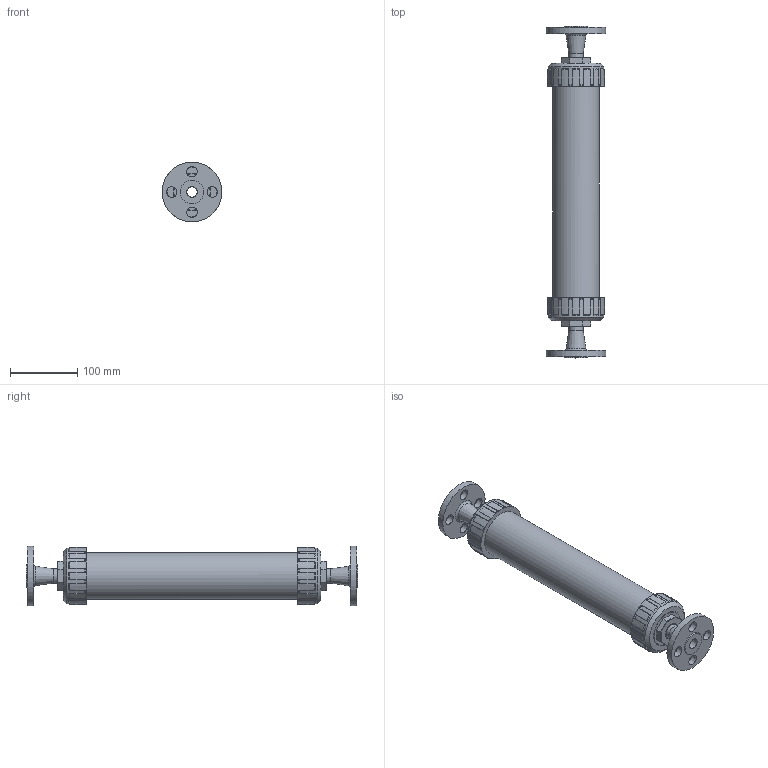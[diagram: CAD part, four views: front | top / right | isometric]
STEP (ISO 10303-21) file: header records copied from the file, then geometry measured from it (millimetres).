
FILE_DESCRIPTION((''),'2;1');
FILE_NAME('CVG-500-SS-50F_R0.iam.stp','2016-10-28T12:29:27',(''),(''),'Autodesk Inventor 2009','Autodesk Inventor 2009','');
FILE_SCHEMA(('AUTOMOTIVE_DESIGN { 1 0 10303 214 1 1 1 1 }'));
Length unit declared in the file: inch
Products named in the file (6): CVG-500-SS-50F_R0; CVG-3-500-METAL-S-50_R1; CVG-6-500; CVG-1-500-A_R0; CVG-2-500_R5; FLG-RF50-WN-CL150
Assembly tree (8 placements, depth 2):
  CVG-500-SS-50F_R0
    CVG-3-500-METAL-S-50_R1  x2
    CVG-6-500  x2
    CVG-1-500-A_R0
    CVG-2-500_R5
    FLG-RF50-WN-CL150  x2
Bounding box: 88.88 x 494.28 x 88.88 mm (x, y, z)
Volume: 782295.2 mm3; surface area: 377324.6 mm2
Topology: 8 solids, 8 shells, 341 faces, 818 edges, 517 vertices
Faces by surface type: bspline 150, plane 96, cylinder 53, cone 40, torus 2
Full cylindrical faces by diameter (mm): 15.748 x8, 15.799 x2, 17.856 x2, 21.336 x2, 22.352 x2, 35.052 x2, 39.497 x2, 44.602 x2, 45.999 x1, 50.013 x1, 52.07 x2, 54.102 x2, 56.54 x2, 59.944 x4, 60.96 x1, 63.246 x2, 69.85 x10, 88.9 x2
Entity records: 10405 total; most frequent: CARTESIAN_POINT 6566, DIRECTION 706, ORIENTED_EDGE 702, EDGE_CURVE 351, EDGE_LOOP 266, AXIS2_PLACEMENT_3D 265, VERTEX_POINT 259, VECTOR 176
